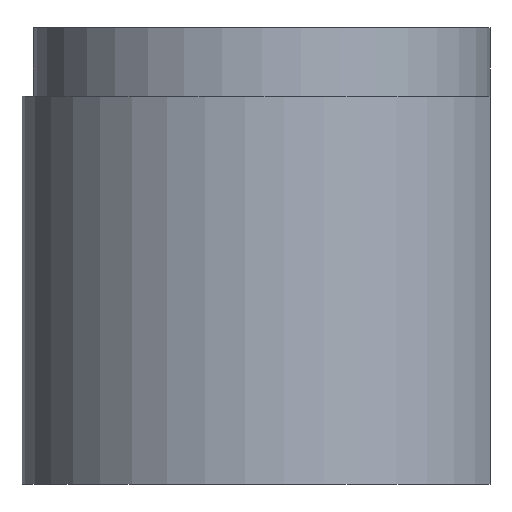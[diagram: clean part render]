
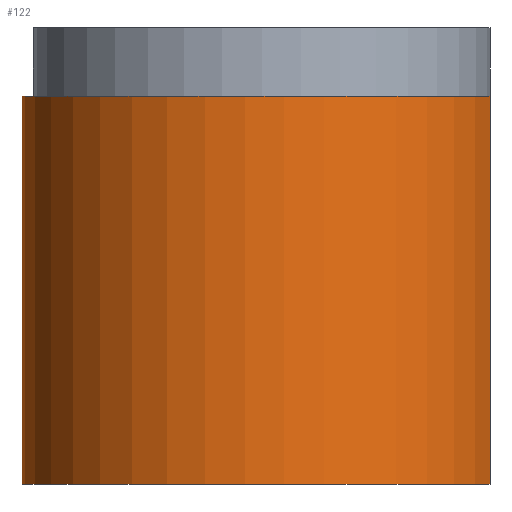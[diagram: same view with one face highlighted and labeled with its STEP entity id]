
A CAD part, front view. The second image highlights one B-rep face of the part: STEP entity #122.
In plain terms, the highlighted cylindrical face has radius 21 mm (diameter 42 mm), a partial arc.
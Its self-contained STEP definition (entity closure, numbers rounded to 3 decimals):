
#14 = CARTESIAN_POINT ( 'NONE',  ( 20., -6.403, 0. ) ) ;
#15 = CIRCLE ( 'NONE', #610, 21. ) ;
#38 = CARTESIAN_POINT ( 'NONE',  ( 20., -6.403, 0. ) ) ;
#62 = CYLINDRICAL_SURFACE ( 'NONE', #300, 21. ) ;
#79 = VERTEX_POINT ( 'NONE', #14 ) ;
#113 = CARTESIAN_POINT ( 'NONE',  ( -21., 0., 0. ) ) ;
#114 = CARTESIAN_POINT ( 'NONE',  ( 0., 0., 34. ) ) ;
#122 = ADVANCED_FACE ( 'NONE', ( #172 ), #62, .T. ) ;
#145 = ORIENTED_EDGE ( 'NONE', *, *, #339, .F. ) ;
#159 = CARTESIAN_POINT ( 'NONE',  ( 0., 0., 0. ) ) ;
#172 = FACE_OUTER_BOUND ( 'NONE', #280, .T. ) ;
#180 = VERTEX_POINT ( 'NONE', #209 ) ;
#199 = VECTOR ( 'NONE', #387, 1000. ) ;
#200 = EDGE_CURVE ( 'NONE', #360, #493, #601, .T. ) ;
#209 = CARTESIAN_POINT ( 'NONE',  ( 20., -6.403, 34. ) ) ;
#248 = EDGE_CURVE ( 'NONE', #493, #79, #15, .T. ) ;
#280 = EDGE_LOOP ( 'NONE', ( #145, #418, #480, #574 ) ) ;
#289 = CARTESIAN_POINT ( 'NONE',  ( -21., 0., 34. ) ) ;
#294 = CARTESIAN_POINT ( 'NONE',  ( -21., 0., 34. ) ) ;
#300 = AXIS2_PLACEMENT_3D ( 'NONE', #114, #413, #367 ) ;
#339 = EDGE_CURVE ( 'NONE', #360, #180, #476, .T. ) ;
#351 = VECTOR ( 'NONE', #589, 1000. ) ;
#360 = VERTEX_POINT ( 'NONE', #289 ) ;
#363 = EDGE_CURVE ( 'NONE', #79, #180, #484, .T. ) ;
#367 = DIRECTION ( 'NONE',  ( -1., 0., 0. ) ) ;
#387 = DIRECTION ( 'NONE',  ( 0., 0., 1. ) ) ;
#390 = AXIS2_PLACEMENT_3D ( 'NONE', #648, #594, #639 ) ;
#397 = DIRECTION ( 'NONE',  ( 1., 0., 0. ) ) ;
#413 = DIRECTION ( 'NONE',  ( 0., 0., -1. ) ) ;
#418 = ORIENTED_EDGE ( 'NONE', *, *, #200, .T. ) ;
#476 = CIRCLE ( 'NONE', #390, 21. ) ;
#480 = ORIENTED_EDGE ( 'NONE', *, *, #248, .T. ) ;
#484 = LINE ( 'NONE', #38, #199 ) ;
#493 = VERTEX_POINT ( 'NONE', #113 ) ;
#553 = DIRECTION ( 'NONE',  ( 0., 0., 1. ) ) ;
#574 = ORIENTED_EDGE ( 'NONE', *, *, #363, .T. ) ;
#589 = DIRECTION ( 'NONE',  ( 0., 0., -1. ) ) ;
#594 = DIRECTION ( 'NONE',  ( 0., 0., 1. ) ) ;
#601 = LINE ( 'NONE', #294, #351 ) ;
#610 = AXIS2_PLACEMENT_3D ( 'NONE', #159, #553, #397 ) ;
#639 = DIRECTION ( 'NONE',  ( 1., 0., 0. ) ) ;
#648 = CARTESIAN_POINT ( 'NONE',  ( 0., 0., 34. ) ) ;
